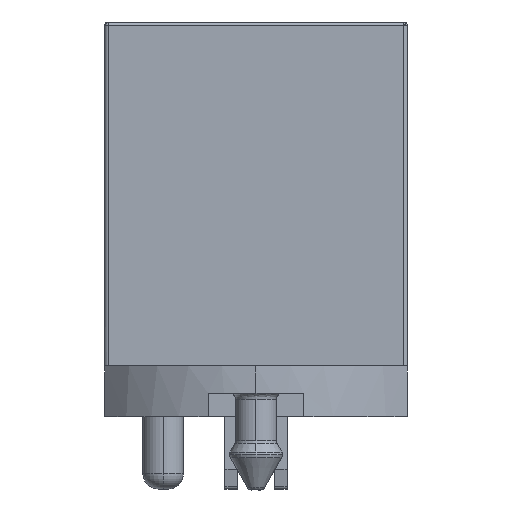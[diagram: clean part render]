
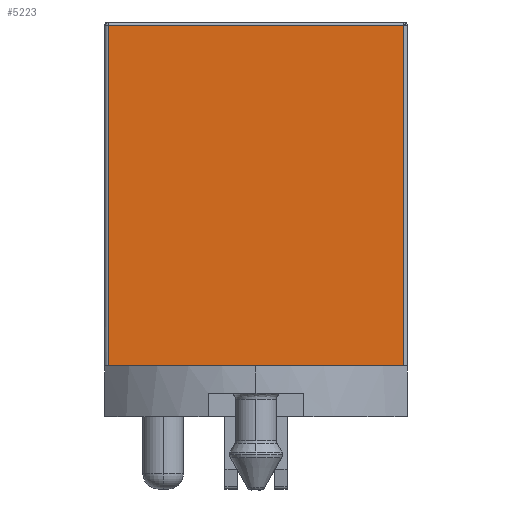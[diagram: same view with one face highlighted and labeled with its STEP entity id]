
A CAD part, left-side view. The second image highlights one B-rep face of the part: STEP entity #5223.
In plain terms, the highlighted planar face has unit normal (-1, 0, 0).
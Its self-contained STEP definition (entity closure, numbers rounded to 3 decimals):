
#2987 = FACE_OUTER_BOUND ( 'NONE', #25079, .T. ) ;
#4057 = DIRECTION ( 'NONE',  ( 0., 1., 0. ) ) ;
#5223 = ADVANCED_FACE ( 'NONE', ( #2987 ), #52201, .T. ) ;
#6163 = ORIENTED_EDGE ( 'NONE', *, *, #11186, .T. ) ;
#9181 = CARTESIAN_POINT ( 'NONE',  ( -23.2, 0., 2.6 ) ) ;
#10499 = EDGE_CURVE ( 'NONE', #43803, #11120, #28070, .T. ) ;
#11120 = VERTEX_POINT ( 'NONE', #35498 ) ;
#11186 = EDGE_CURVE ( 'NONE', #44124, #43803, #23630, .T. ) ;
#11289 = AXIS2_PLACEMENT_3D ( 'NONE', #15832, #24046, #28068 ) ;
#14054 = ORIENTED_EDGE ( 'NONE', *, *, #40833, .F. ) ;
#15832 = CARTESIAN_POINT ( 'NONE',  ( -23.2, 7.75, 0. ) ) ;
#17105 = VECTOR ( 'NONE', #36820, 1000. ) ;
#21482 = ORIENTED_EDGE ( 'NONE', *, *, #50834, .T. ) ;
#21728 = VERTEX_POINT ( 'NONE', #22293 ) ;
#22293 = CARTESIAN_POINT ( 'NONE',  ( -23.2, 7.55, 2.6 ) ) ;
#23630 = LINE ( 'NONE', #48868, #17105 ) ;
#24046 = DIRECTION ( 'NONE',  ( -1., 0., 0. ) ) ;
#25079 = EDGE_LOOP ( 'NONE', ( #21482, #6163, #35955, #14054 ) ) ;
#28068 = DIRECTION ( 'NONE',  ( 0., 0., 1. ) ) ;
#28070 = LINE ( 'NONE', #32381, #32278 ) ;
#30189 = VECTOR ( 'NONE', #34518, 1000. ) ;
#32278 = VECTOR ( 'NONE', #4057, 1000. ) ;
#32381 = CARTESIAN_POINT ( 'NONE',  ( -23.2, 7.75, 20. ) ) ;
#33729 = CARTESIAN_POINT ( 'NONE',  ( -23.2, -7.55, 2.6 ) ) ;
#34518 = DIRECTION ( 'NONE',  ( 0., 0., 1. ) ) ;
#35498 = CARTESIAN_POINT ( 'NONE',  ( -23.2, 7.55, 20. ) ) ;
#35955 = ORIENTED_EDGE ( 'NONE', *, *, #10499, .T. ) ;
#36820 = DIRECTION ( 'NONE',  ( 0., 0., 1. ) ) ;
#37762 = VECTOR ( 'NONE', #46362, 1000. ) ;
#38302 = LINE ( 'NONE', #9181, #37762 ) ;
#39598 = CARTESIAN_POINT ( 'NONE',  ( -23.2, 7.55, 51.421 ) ) ;
#40833 = EDGE_CURVE ( 'NONE', #21728, #11120, #42558, .T. ) ;
#42558 = LINE ( 'NONE', #39598, #30189 ) ;
#43803 = VERTEX_POINT ( 'NONE', #51296 ) ;
#44124 = VERTEX_POINT ( 'NONE', #33729 ) ;
#46362 = DIRECTION ( 'NONE',  ( 0., -1., 0. ) ) ;
#48868 = CARTESIAN_POINT ( 'NONE',  ( -23.2, -7.55, 0. ) ) ;
#50834 = EDGE_CURVE ( 'NONE', #21728, #44124, #38302, .T. ) ;
#51296 = CARTESIAN_POINT ( 'NONE',  ( -23.2, -7.55, 20. ) ) ;
#52201 = PLANE ( 'NONE',  #11289 ) ;
